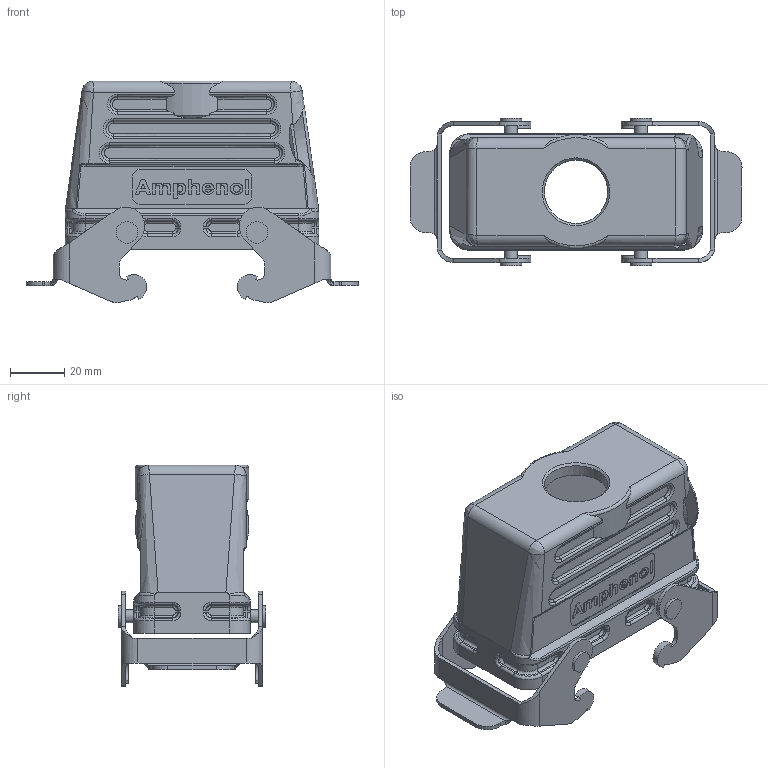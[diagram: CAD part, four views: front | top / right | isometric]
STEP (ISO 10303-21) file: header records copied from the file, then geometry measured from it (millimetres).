
FILE_DESCRIPTION(/* description */ (''),/* implementation_level */ '2;1');
FILE_NAME(/* name */ 'c146 21r016 652 1nxc001-03.stp',/* time_stamp */ '2021-04-21T11:05:46+02:00',/* author */ (''),/* organization */ (''),/* preprocessor_version */ 'ST-DEVELOPER v16.7',/* originating_system */ 'SIEMENS PLM Software NX 12.0',/* authorisation */ '');
FILE_SCHEMA (('AUTOMOTIVE_DESIGN { 1 0 10303 214 3 1 1 1 }'));
Length unit declared in the file: millimetre
Products named in the file (6): n 23 020 00x1nxm001-01; N 03 049 0001-03; C146 K12 252 E1-01; N 25 049 1000-03_SOLID; c146 21r016 652 1nxm001-03; c146 21r016 652 1nxc001-03
Assembly tree (10 placements, depth 4):
  c146 21r016 652 1nxc001-03
    c146 21r016 652 1nxm001-03
      C146 K12 252 E1-01
      N 03 049 0001-03  x4
      N 25 049 1000-03_SOLID  x2
        n 23 020 00x1nxm001-01
Bounding box: 122.6 x 54.4 x 81.79 mm (x, y, z)
Volume: 58658.6 mm3; surface area: 46618.8 mm2
Topology: 1 solids, 1 shells, 790 faces, 1989 edges, 1230 vertices
Faces by surface type: plane 255, cylinder 228, bspline 208, extrusion 66, cone 33
Full cylindrical faces by diameter (mm): 2.5 x4, 4.8 x4, 8 x4, 23.38 x1
Entity records: 33090 total; most frequent: CARTESIAN_POINT 11448, ORIENTED_EDGE 3868, DIRECTION 3123, EDGE_CURVE 1934, VERTEX_POINT 1216, AXIS2_PLACEMENT_3D 1109, VECTOR 905, EDGE_LOOP 862
